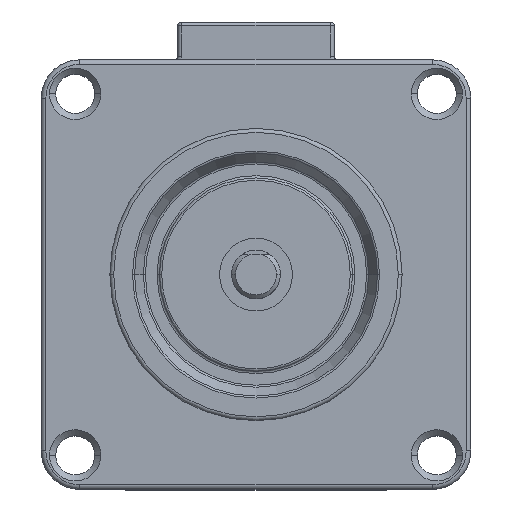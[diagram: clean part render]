
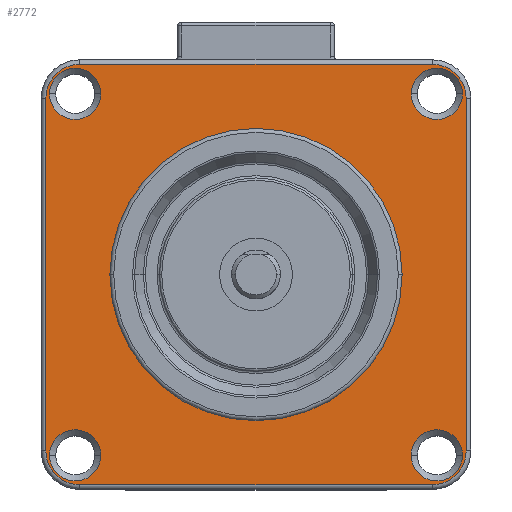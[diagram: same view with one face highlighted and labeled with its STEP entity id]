
A CAD part, top view. The second image highlights one B-rep face of the part: STEP entity #2772.
In plain terms, the highlighted face is planar.
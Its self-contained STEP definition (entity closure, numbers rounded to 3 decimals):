
#2705 = VERTEX_POINT('',#2706);
#2706 = CARTESIAN_POINT('',(-20.23,-23.57,0.));
#2712 = EDGE_CURVE('',#2705,#2713,#2715,.T.);
#2713 = VERTEX_POINT('',#2714);
#2714 = CARTESIAN_POINT('',(-26.91,-23.57,0.));
#2715 = CIRCLE('',#2716,3.34);
#2716 = AXIS2_PLACEMENT_3D('',#2717,#2718,#2719);
#2717 = CARTESIAN_POINT('',(-23.57,-23.57,0.));
#2718 = DIRECTION('',(0.,0.,-1.));
#2719 = DIRECTION('',(-1.,0.,0.));
#2772 = ADVANCED_FACE('',(#2773,#2843,#2853,#2873,#2893,#2913),#2933,.T.
  );
#2773 = FACE_BOUND('',#2774,.F.);
#2774 = EDGE_LOOP('',(#2775,#2785,#2794,#2802,#2811,#2819,#2828,#2836));
#2775 = ORIENTED_EDGE('',*,*,#2776,.T.);
#2776 = EDGE_CURVE('',#2777,#2779,#2781,.T.);
#2777 = VERTEX_POINT('',#2778);
#2778 = CARTESIAN_POINT('',(27.4,-23.,0.));
#2779 = VERTEX_POINT('',#2780);
#2780 = CARTESIAN_POINT('',(27.4,23.,0.));
#2781 = LINE('',#2782,#2783);
#2782 = CARTESIAN_POINT('',(27.4,23.,0.));
#2783 = VECTOR('',#2784,1.);
#2784 = DIRECTION('',(0.,1.,0.));
#2785 = ORIENTED_EDGE('',*,*,#2786,.T.);
#2786 = EDGE_CURVE('',#2779,#2787,#2789,.T.);
#2787 = VERTEX_POINT('',#2788);
#2788 = CARTESIAN_POINT('',(23.,27.4,0.));
#2789 = CIRCLE('',#2790,4.4);
#2790 = AXIS2_PLACEMENT_3D('',#2791,#2792,#2793);
#2791 = CARTESIAN_POINT('',(23.,23.,0.));
#2792 = DIRECTION('',(0.,0.,1.));
#2793 = DIRECTION('',(-1.,0.,0.));
#2794 = ORIENTED_EDGE('',*,*,#2795,.T.);
#2795 = EDGE_CURVE('',#2787,#2796,#2798,.T.);
#2796 = VERTEX_POINT('',#2797);
#2797 = CARTESIAN_POINT('',(-23.,27.4,0.));
#2798 = LINE('',#2799,#2800);
#2799 = CARTESIAN_POINT('',(-23.,27.4,0.));
#2800 = VECTOR('',#2801,1.);
#2801 = DIRECTION('',(-1.,0.,0.));
#2802 = ORIENTED_EDGE('',*,*,#2803,.T.);
#2803 = EDGE_CURVE('',#2796,#2804,#2806,.T.);
#2804 = VERTEX_POINT('',#2805);
#2805 = CARTESIAN_POINT('',(-27.4,23.,0.));
#2806 = CIRCLE('',#2807,4.4);
#2807 = AXIS2_PLACEMENT_3D('',#2808,#2809,#2810);
#2808 = CARTESIAN_POINT('',(-23.,23.,0.));
#2809 = DIRECTION('',(0.,0.,1.));
#2810 = DIRECTION('',(-1.,0.,0.));
#2811 = ORIENTED_EDGE('',*,*,#2812,.T.);
#2812 = EDGE_CURVE('',#2804,#2813,#2815,.T.);
#2813 = VERTEX_POINT('',#2814);
#2814 = CARTESIAN_POINT('',(-27.4,-23.,0.));
#2815 = LINE('',#2816,#2817);
#2816 = CARTESIAN_POINT('',(-27.4,-23.,0.));
#2817 = VECTOR('',#2818,1.);
#2818 = DIRECTION('',(0.,-1.,0.));
#2819 = ORIENTED_EDGE('',*,*,#2820,.T.);
#2820 = EDGE_CURVE('',#2813,#2821,#2823,.T.);
#2821 = VERTEX_POINT('',#2822);
#2822 = CARTESIAN_POINT('',(-23.,-27.4,0.));
#2823 = CIRCLE('',#2824,4.4);
#2824 = AXIS2_PLACEMENT_3D('',#2825,#2826,#2827);
#2825 = CARTESIAN_POINT('',(-23.,-23.,0.));
#2826 = DIRECTION('',(0.,0.,1.));
#2827 = DIRECTION('',(-1.,0.,0.));
#2828 = ORIENTED_EDGE('',*,*,#2829,.T.);
#2829 = EDGE_CURVE('',#2821,#2830,#2832,.T.);
#2830 = VERTEX_POINT('',#2831);
#2831 = CARTESIAN_POINT('',(23.,-27.4,0.));
#2832 = LINE('',#2833,#2834);
#2833 = CARTESIAN_POINT('',(23.,-27.4,0.));
#2834 = VECTOR('',#2835,1.);
#2835 = DIRECTION('',(1.,0.,0.));
#2836 = ORIENTED_EDGE('',*,*,#2837,.T.);
#2837 = EDGE_CURVE('',#2830,#2777,#2838,.T.);
#2838 = CIRCLE('',#2839,4.4);
#2839 = AXIS2_PLACEMENT_3D('',#2840,#2841,#2842);
#2840 = CARTESIAN_POINT('',(23.,-23.,0.));
#2841 = DIRECTION('',(0.,0.,1.));
#2842 = DIRECTION('',(-1.,0.,0.));
#2843 = FACE_BOUND('',#2844,.F.);
#2844 = EDGE_LOOP('',(#2845,#2846));
#2845 = ORIENTED_EDGE('',*,*,#2712,.T.);
#2846 = ORIENTED_EDGE('',*,*,#2847,.T.);
#2847 = EDGE_CURVE('',#2713,#2705,#2848,.T.);
#2848 = CIRCLE('',#2849,3.34);
#2849 = AXIS2_PLACEMENT_3D('',#2850,#2851,#2852);
#2850 = CARTESIAN_POINT('',(-23.57,-23.57,0.));
#2851 = DIRECTION('',(0.,0.,-1.));
#2852 = DIRECTION('',(-1.,0.,0.));
#2853 = FACE_BOUND('',#2854,.F.);
#2854 = EDGE_LOOP('',(#2855,#2866));
#2855 = ORIENTED_EDGE('',*,*,#2856,.T.);
#2856 = EDGE_CURVE('',#2857,#2859,#2861,.T.);
#2857 = VERTEX_POINT('',#2858);
#2858 = CARTESIAN_POINT('',(-20.23,23.57,0.));
#2859 = VERTEX_POINT('',#2860);
#2860 = CARTESIAN_POINT('',(-26.91,23.57,0.));
#2861 = CIRCLE('',#2862,3.34);
#2862 = AXIS2_PLACEMENT_3D('',#2863,#2864,#2865);
#2863 = CARTESIAN_POINT('',(-23.57,23.57,0.));
#2864 = DIRECTION('',(0.,0.,-1.));
#2865 = DIRECTION('',(-1.,0.,0.));
#2866 = ORIENTED_EDGE('',*,*,#2867,.T.);
#2867 = EDGE_CURVE('',#2859,#2857,#2868,.T.);
#2868 = CIRCLE('',#2869,3.34);
#2869 = AXIS2_PLACEMENT_3D('',#2870,#2871,#2872);
#2870 = CARTESIAN_POINT('',(-23.57,23.57,0.));
#2871 = DIRECTION('',(0.,0.,-1.));
#2872 = DIRECTION('',(-1.,0.,0.));
#2873 = FACE_BOUND('',#2874,.F.);
#2874 = EDGE_LOOP('',(#2875,#2886));
#2875 = ORIENTED_EDGE('',*,*,#2876,.T.);
#2876 = EDGE_CURVE('',#2877,#2879,#2881,.T.);
#2877 = VERTEX_POINT('',#2878);
#2878 = CARTESIAN_POINT('',(26.91,-23.57,0.));
#2879 = VERTEX_POINT('',#2880);
#2880 = CARTESIAN_POINT('',(20.23,-23.57,0.));
#2881 = CIRCLE('',#2882,3.34);
#2882 = AXIS2_PLACEMENT_3D('',#2883,#2884,#2885);
#2883 = CARTESIAN_POINT('',(23.57,-23.57,0.));
#2884 = DIRECTION('',(0.,0.,-1.));
#2885 = DIRECTION('',(-1.,0.,0.));
#2886 = ORIENTED_EDGE('',*,*,#2887,.T.);
#2887 = EDGE_CURVE('',#2879,#2877,#2888,.T.);
#2888 = CIRCLE('',#2889,3.34);
#2889 = AXIS2_PLACEMENT_3D('',#2890,#2891,#2892);
#2890 = CARTESIAN_POINT('',(23.57,-23.57,0.));
#2891 = DIRECTION('',(0.,0.,-1.));
#2892 = DIRECTION('',(-1.,0.,0.));
#2893 = FACE_BOUND('',#2894,.F.);
#2894 = EDGE_LOOP('',(#2895,#2906));
#2895 = ORIENTED_EDGE('',*,*,#2896,.T.);
#2896 = EDGE_CURVE('',#2897,#2899,#2901,.T.);
#2897 = VERTEX_POINT('',#2898);
#2898 = CARTESIAN_POINT('',(26.91,23.57,0.));
#2899 = VERTEX_POINT('',#2900);
#2900 = CARTESIAN_POINT('',(20.23,23.57,0.));
#2901 = CIRCLE('',#2902,3.34);
#2902 = AXIS2_PLACEMENT_3D('',#2903,#2904,#2905);
#2903 = CARTESIAN_POINT('',(23.57,23.57,0.));
#2904 = DIRECTION('',(0.,0.,-1.));
#2905 = DIRECTION('',(-1.,0.,0.));
#2906 = ORIENTED_EDGE('',*,*,#2907,.T.);
#2907 = EDGE_CURVE('',#2899,#2897,#2908,.T.);
#2908 = CIRCLE('',#2909,3.34);
#2909 = AXIS2_PLACEMENT_3D('',#2910,#2911,#2912);
#2910 = CARTESIAN_POINT('',(23.57,23.57,0.));
#2911 = DIRECTION('',(0.,0.,-1.));
#2912 = DIRECTION('',(-1.,0.,0.));
#2913 = FACE_BOUND('',#2914,.F.);
#2914 = EDGE_LOOP('',(#2915,#2926));
#2915 = ORIENTED_EDGE('',*,*,#2916,.F.);
#2916 = EDGE_CURVE('',#2917,#2919,#2921,.T.);
#2917 = VERTEX_POINT('',#2918);
#2918 = CARTESIAN_POINT('',(19.05,0.,0.));
#2919 = VERTEX_POINT('',#2920);
#2920 = CARTESIAN_POINT('',(-19.05,0.,0.));
#2921 = CIRCLE('',#2922,19.05);
#2922 = AXIS2_PLACEMENT_3D('',#2923,#2924,#2925);
#2923 = CARTESIAN_POINT('',(0.,0.,0.));
#2924 = DIRECTION('',(0.,0.,1.));
#2925 = DIRECTION('',(1.,0.,0.));
#2926 = ORIENTED_EDGE('',*,*,#2927,.F.);
#2927 = EDGE_CURVE('',#2919,#2917,#2928,.T.);
#2928 = CIRCLE('',#2929,19.05);
#2929 = AXIS2_PLACEMENT_3D('',#2930,#2931,#2932);
#2930 = CARTESIAN_POINT('',(0.,0.,0.));
#2931 = DIRECTION('',(0.,0.,1.));
#2932 = DIRECTION('',(1.,0.,0.));
#2933 = PLANE('',#2934);
#2934 = AXIS2_PLACEMENT_3D('',#2935,#2936,#2937);
#2935 = CARTESIAN_POINT('',(23.,-23.,0.));
#2936 = DIRECTION('',(0.,0.,-1.));
#2937 = DIRECTION('',(-1.,0.,0.));
